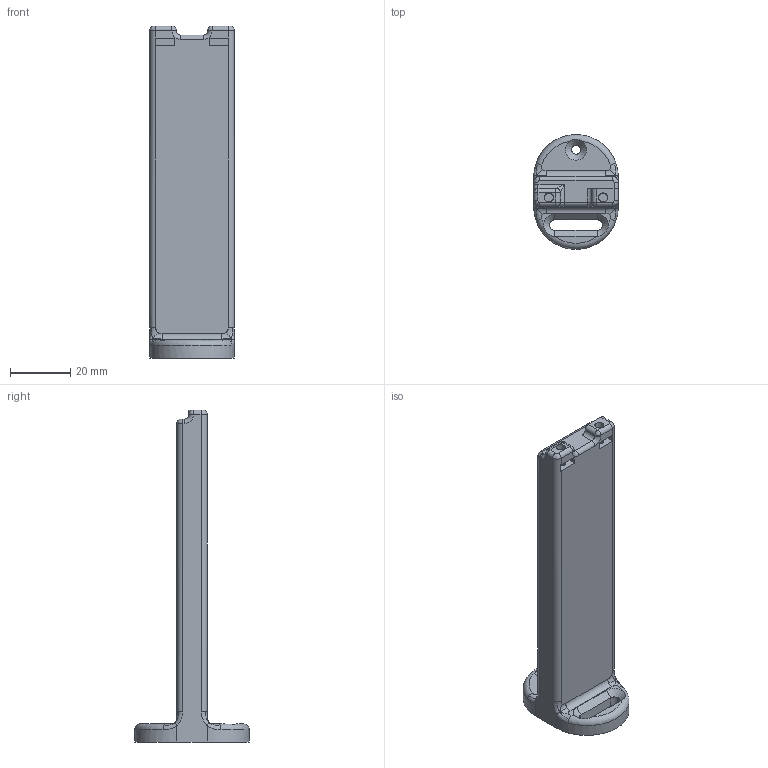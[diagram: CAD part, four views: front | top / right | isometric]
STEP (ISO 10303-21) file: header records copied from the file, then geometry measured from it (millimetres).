
FILE_DESCRIPTION(/* description */ (''),/* implementation_level */ '2;1');
FILE_NAME(/* name */ 'sujeccion0.6.stp',/* time_stamp */ '2015-09-21T10:39:33+02:00',/* author */ ('Startic'),/* organization */ (''),/* preprocessor_version */ 'ST-DEVELOPER v16.1',/* originating_system */ 'Autodesk Inventor LT ',/* authorisation */ '');
FILE_SCHEMA (('AUTOMOTIVE_DESIGN { 1 0 10303 214 3 1 1 }'));
Length unit declared in the file: millimetre
Products named in the file (1): sujeccion0.6
Bounding box: 28 x 38 x 110 mm (x, y, z)
Volume: 31433.9 mm3; surface area: 11960.2 mm2
Topology: 1 solids, 1 shells, 105 faces, 264 edges, 160 vertices
Faces by surface type: cylinder 33, plane 31, bspline 29, torus 5, sphere 4, cone 3
Full cylindrical faces by diameter (mm): 3 x5
Entity records: 6016 total; most frequent: CARTESIAN_POINT 3631, ORIENTED_EDGE 512, DIRECTION 454, EDGE_CURVE 256, AXIS2_PLACEMENT_3D 178, VERTEX_POINT 159, EDGE_LOOP 119, FACE_OUTER_BOUND 105
